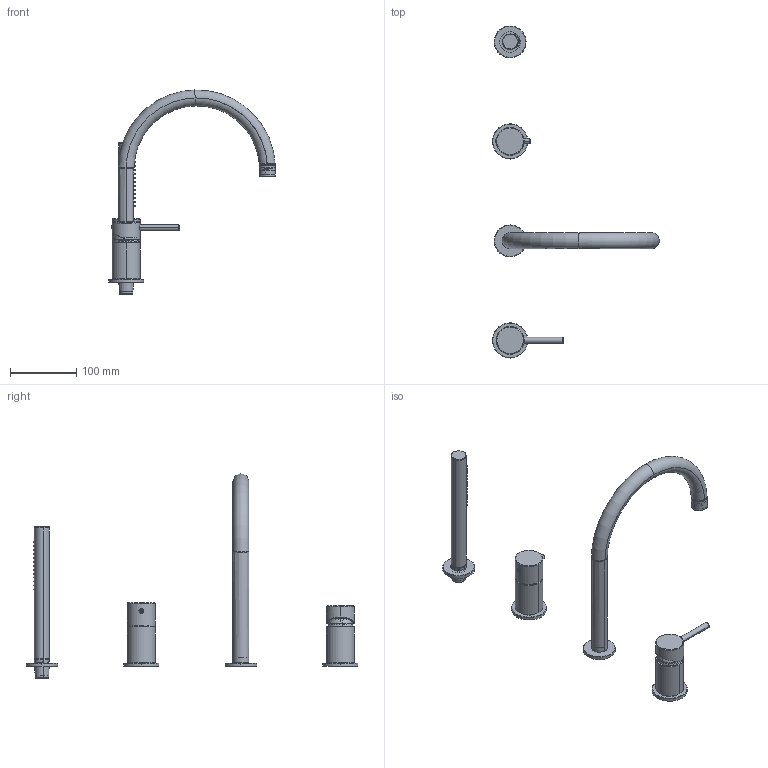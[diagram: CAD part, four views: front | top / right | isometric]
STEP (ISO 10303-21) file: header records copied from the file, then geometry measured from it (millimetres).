
FILE_DESCRIPTION((''),'2;1');
FILE_NAME('ALOG112','2021-05-21T19:10:14',('mirkorogora'),(''),'CREO PARAMETRIC BY PTC INC, 2020281','CREO PARAMETRIC BY PTC INC, 2020281','');
FILE_SCHEMA(('CONFIG_CONTROL_DESIGN'));
Length unit declared in the file: millimetre
Products named in the file (23): TOM111C0A4FSDX1_1; TOM111C0A4FSDX1_6; TOM111C0A4FSDX1_7; DQ211; TOM111C0A4FSDX1_15; TOM111C0A4FSDX1_16; TOM111C0A4FSDX1_17; TOM111C0A4FSDX1_18; TOM111C0A4FSDX1_19; TOM111C0A4FSDX1_20; TOM111C0A4FSDX1_21; TOM111C0A4FSDX1_22; TOM111C0A4FSDX1_25; TOM111C0A4FSDX1_30; TOM111C0A4FSDX1_33; TOM111C0A4FSDX1_35; TOM111C0A4FSDX1_36; TOM111C0A4FSDX1_38; TOM111C0A4FSDX1_40; 01_1_2_3_4; TOM111C0A4FSDX1_43; TOM111C0A4FSDX1_44; ALOG112
Assembly tree (22 placements, depth 2):
  ALOG112
    TOM111C0A4FSDX1_1
    TOM111C0A4FSDX1_6
    TOM111C0A4FSDX1_7
    DQ211
    TOM111C0A4FSDX1_15
    TOM111C0A4FSDX1_16
    TOM111C0A4FSDX1_17
    TOM111C0A4FSDX1_18
    TOM111C0A4FSDX1_19
    TOM111C0A4FSDX1_20
    TOM111C0A4FSDX1_21
    TOM111C0A4FSDX1_22
    TOM111C0A4FSDX1_25
    TOM111C0A4FSDX1_30
    TOM111C0A4FSDX1_33
    TOM111C0A4FSDX1_35
    TOM111C0A4FSDX1_36
    TOM111C0A4FSDX1_38
    TOM111C0A4FSDX1_40
    01_1_2_3_4
    TOM111C0A4FSDX1_43
    TOM111C0A4FSDX1_44
Bounding box: 251.68 x 500.5 x 307.62 mm (x, y, z)
Volume: 329416.3 mm3; surface area: 176690.9 mm2
Topology: 22 solids, 23 shells, 1969 faces, 5060 edges, 3375 vertices
Faces by surface type: plane 1130, cylinder 641, torus 114, cone 40, bspline 38, sphere 4, revolution 2
Entity records: 71767 total; most frequent: CARTESIAN_POINT 23354, ORIENTED_EDGE 10088, DIRECTION 9560, EDGE_CURVE 5044, VERTEX_POINT 3359, AXIS2_PLACEMENT_3D 3224, VECTOR 3110, LINE 3110
